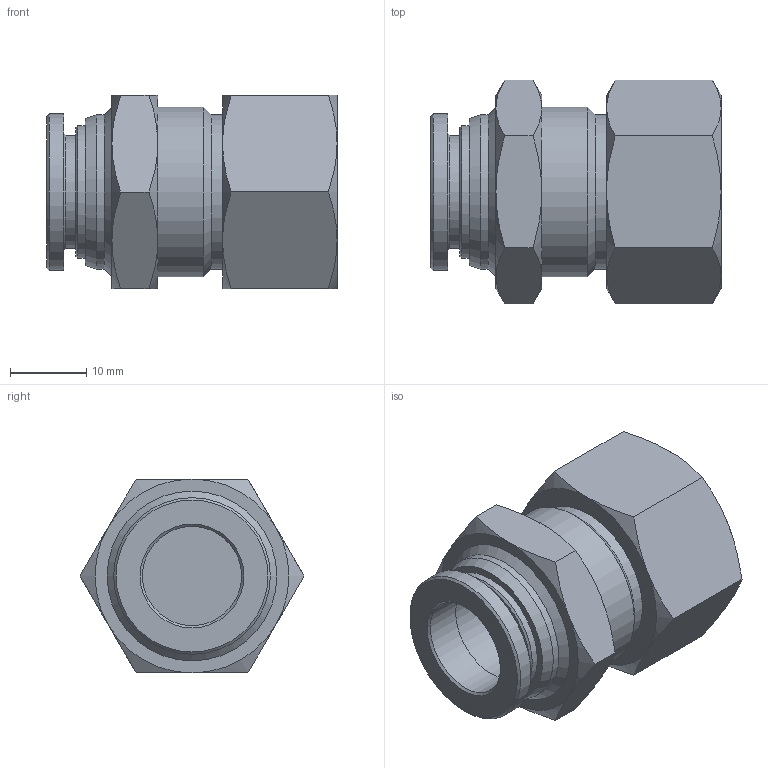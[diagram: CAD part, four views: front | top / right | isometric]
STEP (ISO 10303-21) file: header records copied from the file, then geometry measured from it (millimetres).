
FILE_DESCRIPTION((''),'2;1');
FILE_NAME('PMF 1_2-N03U.stp','2016-10-17T13:59:07',('Administrator'),(''),'Autodesk Inventor 2013','Autodesk Inventor 2013','');
FILE_SCHEMA(('CONFIG_CONTROL_DESIGN'));
Length unit declared in the file: millimetre
Products named in the file (4): PMF 1_2-N03U; NMF 1_2-NPT3_8 BODY; NMM N3_8-UNF7_8 NUT; SLEEVE N1_2R-C
Assembly tree (3 placements, depth 2):
  PMF 1_2-N03U
    NMF 1_2-NPT3_8 BODY
    NMM N3_8-UNF7_8 NUT
    SLEEVE N1_2R-C
Bounding box: 38 x 29.33 x 25.4 mm (x, y, z)
Volume: 12305.5 mm3; surface area: 7201.6 mm2
Topology: 3 solids, 3 shells, 67 faces, 132 edges, 76 vertices
Faces by surface type: cone 35, plane 23, cylinder 9
Full cylindrical faces by diameter (mm): 13 x2, 14.8 x1, 17.3 x1, 20.2 x2, 20.26 x1, 20.5 x1, 22.23 x1
Entity records: 1662 total; most frequent: CARTESIAN_POINT 358, DIRECTION 264, ORIENTED_EDGE 224, AXIS2_PLACEMENT_3D 126, EDGE_CURVE 112, EDGE_LOOP 96, VERTEX_POINT 76, FACE_OUTER_BOUND 67
